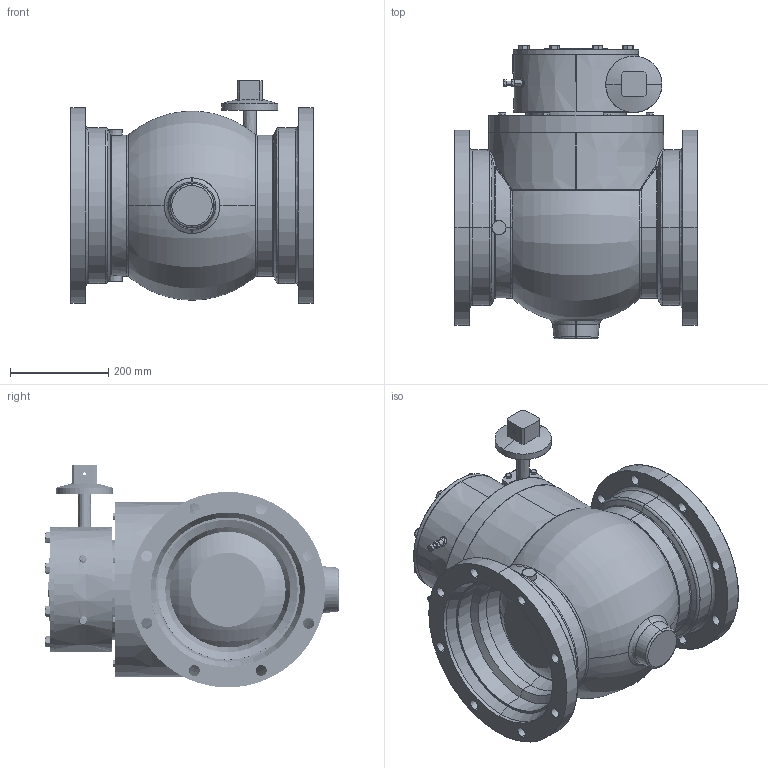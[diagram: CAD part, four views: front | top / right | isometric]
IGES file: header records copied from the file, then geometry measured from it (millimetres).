
Start section: SolidWorks IGES file using analytic representation for surfaces
Global section: file name: Plug MJxMJ-10in-Nut.igs; native system: SolidWorks 2014; preprocessor: SolidWorks 2014; author: PRINCE; date: 170508.145217; units: inch
Bounding box: 492.12 x 595.88 x 452.44 mm (x, y, z)
Surface area: 2809503.3 mm2 (no closed solid volume)
Topology: 0 solids, 0 shells, 1775 faces, 31616 edges, 31538 vertices
Faces by surface type: revolution 981, bspline 794
